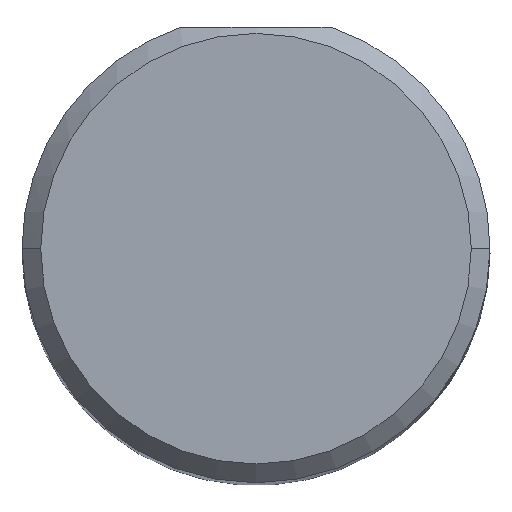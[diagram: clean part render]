
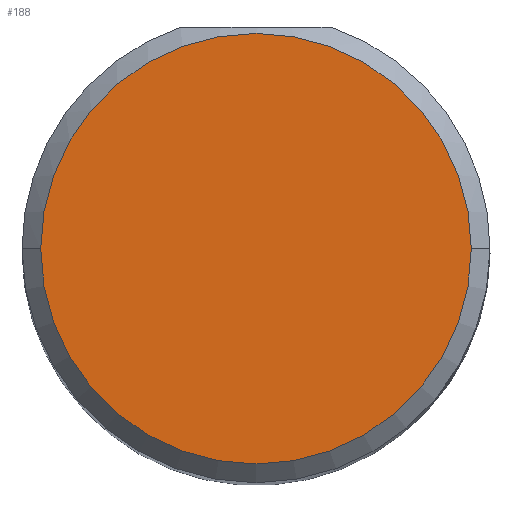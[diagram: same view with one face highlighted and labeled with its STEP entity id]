
A CAD part, top view. The second image highlights one B-rep face of the part: STEP entity #188.
In plain terms, the highlighted planar face has unit normal (0, 0, 1).
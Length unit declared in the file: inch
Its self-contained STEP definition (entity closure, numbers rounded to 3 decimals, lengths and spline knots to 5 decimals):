
#3 = AXIS2_PLACEMENT_3D ( 'NONE', #429, #87, #299 ) ;
#22 = CARTESIAN_POINT ( 'NONE',  ( -0.1725, 0., 2.5 ) ) ;
#40 = CARTESIAN_POINT ( 'NONE',  ( 0.1725, 0., 2.5 ) ) ;
#48 = CIRCLE ( 'NONE', #57, 0.1725 ) ;
#57 = AXIS2_PLACEMENT_3D ( 'NONE', #171, #262, #60 ) ;
#60 = DIRECTION ( 'NONE',  ( 1., 0., 0. ) ) ;
#74 = DIRECTION ( 'NONE',  ( 0., 0., 1. ) ) ;
#87 = DIRECTION ( 'NONE',  ( 0., 0., 1. ) ) ;
#94 = ORIENTED_EDGE ( 'NONE', *, *, #278, .T. ) ;
#113 = VERTEX_POINT ( 'NONE', #40 ) ;
#159 = FACE_OUTER_BOUND ( 'NONE', #381, .T. ) ;
#171 = CARTESIAN_POINT ( 'NONE',  ( 0., 0., 2.5 ) ) ;
#188 = ADVANCED_FACE ( 'NONE', ( #159 ), #210, .T. ) ;
#210 = PLANE ( 'NONE',  #519 ) ;
#251 = CARTESIAN_POINT ( 'NONE',  ( 0., 0., 2.5 ) ) ;
#262 = DIRECTION ( 'NONE',  ( 0., 0., 1. ) ) ;
#278 = EDGE_CURVE ( 'NONE', #342, #113, #401, .T. ) ;
#299 = DIRECTION ( 'NONE',  ( 1., 0., 0. ) ) ;
#324 = EDGE_CURVE ( 'NONE', #113, #342, #48, .T. ) ;
#342 = VERTEX_POINT ( 'NONE', #22 ) ;
#381 = EDGE_LOOP ( 'NONE', ( #94, #527 ) ) ;
#401 = CIRCLE ( 'NONE', #3, 0.1725 ) ;
#415 = DIRECTION ( 'NONE',  ( 1., 0., 0. ) ) ;
#429 = CARTESIAN_POINT ( 'NONE',  ( 0., 0., 2.5 ) ) ;
#519 = AXIS2_PLACEMENT_3D ( 'NONE', #251, #74, #415 ) ;
#527 = ORIENTED_EDGE ( 'NONE', *, *, #324, .T. ) ;
